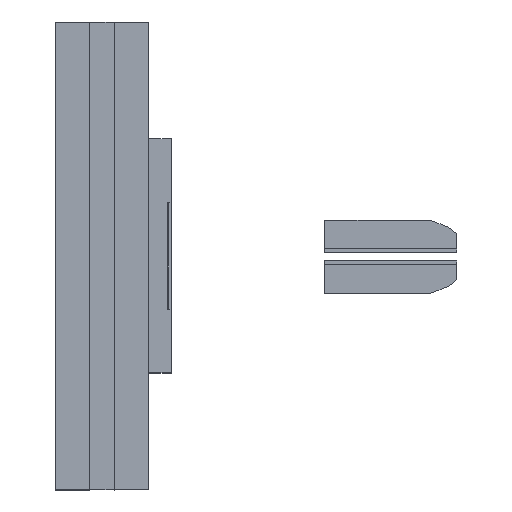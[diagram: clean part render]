
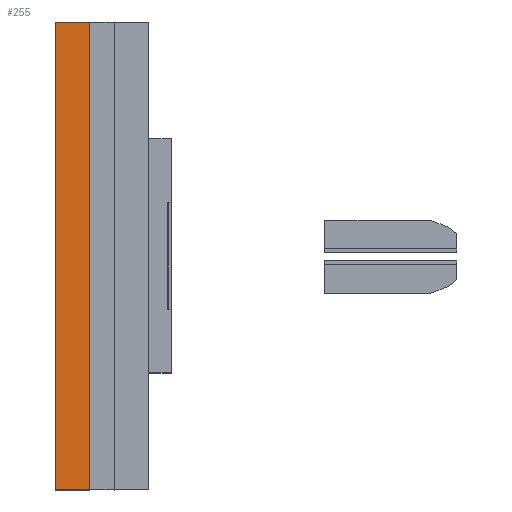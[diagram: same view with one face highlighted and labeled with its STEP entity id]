
A CAD part, top view. The second image highlights one B-rep face of the part: STEP entity #255.
In plain terms, the highlighted planar face has unit normal (0, 0, 1).
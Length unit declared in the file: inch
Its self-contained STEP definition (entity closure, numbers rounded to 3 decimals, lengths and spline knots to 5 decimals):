
#255=ADVANCED_FACE('',(#609),#610,.T.);
#609=FACE_OUTER_BOUND('',#1094,.T.);
#610=PLANE('',#1095);
#1094=EDGE_LOOP('',(#1731,#1732,#1733,#1734));
#1095=AXIS2_PLACEMENT_3D('',#1735,#1736,#1737);
#1731=ORIENTED_EDGE('',*,*,#2968,.F.);
#1732=ORIENTED_EDGE('',*,*,#3037,.T.);
#1733=ORIENTED_EDGE('',*,*,#3038,.F.);
#1734=ORIENTED_EDGE('',*,*,#3039,.F.);
#1735=CARTESIAN_POINT('',(-0.7874,0.94225,0.7874));
#1736=DIRECTION('',(0.,0.,1.0));
#1737=DIRECTION('',(1.0,0.,0.));
#2968=EDGE_CURVE('',#3594,#3596,#3597,.T.);
#3037=EDGE_CURVE('',#3594,#3718,#3719,.T.);
#3038=EDGE_CURVE('',#3720,#3718,#3721,.T.);
#3039=EDGE_CURVE('',#3596,#3720,#3722,.T.);
#3594=VERTEX_POINT('',#4489);
#3596=VERTEX_POINT('',#4492);
#3597=LINE('',#4493,#4494);
#3718=VERTEX_POINT('',#4682);
#3719=LINE('',#4683,#4684);
#3720=VERTEX_POINT('',#4685);
#3721=LINE('',#4686,#4687);
#3722=LINE('',#4688,#4689);
#4489=CARTESIAN_POINT('',(-0.49705,-1.9685,0.7874));
#4492=CARTESIAN_POINT('',(-0.7874,-1.9685,0.7874));
#4493=CARTESIAN_POINT('',(-0.59055,-1.9685,0.7874));
#4494=VECTOR('',#5543,1.0);
#4682=CARTESIAN_POINT('',(-0.49705,1.9685,0.7874));
#4683=CARTESIAN_POINT('',(-0.49705,0.94225,0.7874));
#4684=VECTOR('',#5602,1.0);
#4685=CARTESIAN_POINT('',(-0.7874,1.9685,0.7874));
#4686=CARTESIAN_POINT('',(-0.59055,1.9685,0.7874));
#4687=VECTOR('',#5603,1.0);
#4688=CARTESIAN_POINT('',(-0.7874,0.94225,0.7874));
#4689=VECTOR('',#5604,1.0);
#5543=DIRECTION('',(-1.0,0.,0.0));
#5602=DIRECTION('',(0.,1.0,0.));
#5603=DIRECTION('',(1.0,0.,0.0));
#5604=DIRECTION('',(0.,1.0,0.));
